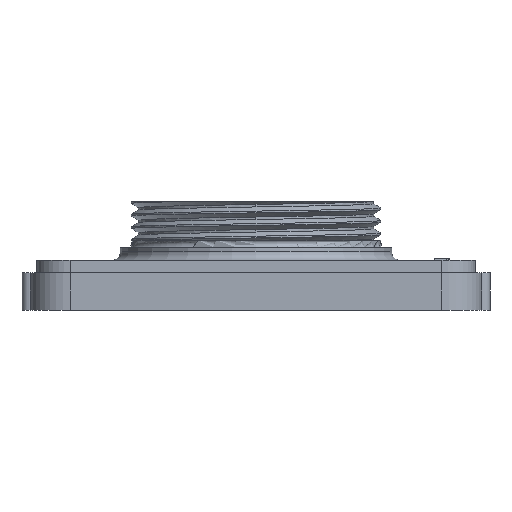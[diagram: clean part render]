
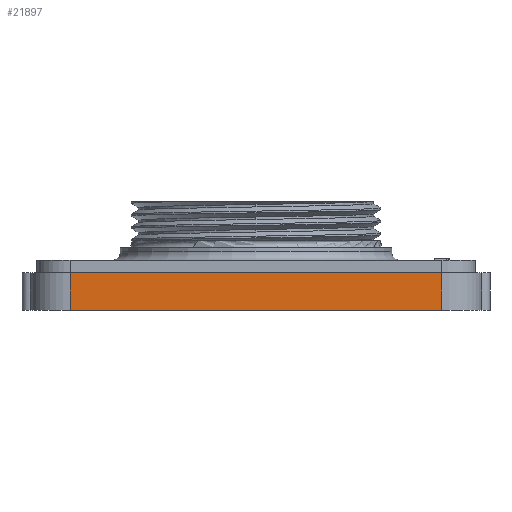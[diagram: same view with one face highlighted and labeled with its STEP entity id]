
A CAD part, left-side view. The second image highlights one B-rep face of the part: STEP entity #21897.
In plain terms, the highlighted planar face has unit normal (-1, 0, 0).
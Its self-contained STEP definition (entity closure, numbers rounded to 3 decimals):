
#2022=FACE_OUTER_BOUND('',#3239,.T.);
#3239=EDGE_LOOP('',(#15047,#15048,#15049,#15050));
#4667=LINE('',#32400,#6913);
#4684=LINE('',#32459,#6930);
#4685=LINE('',#32463,#6931);
#4686=LINE('',#32464,#6932);
#6913=VECTOR('',#25477,10.);
#6930=VECTOR('',#25524,10.);
#6931=VECTOR('',#25529,10.);
#6932=VECTOR('',#25530,10.);
#9184=VERTEX_POINT('',#32397);
#9185=VERTEX_POINT('',#32399);
#9212=VERTEX_POINT('',#32458);
#9213=VERTEX_POINT('',#32462);
#11431=EDGE_CURVE('',#9185,#9184,#4667,.T.);
#11461=EDGE_CURVE('',#9185,#9212,#4684,.T.);
#11463=EDGE_CURVE('',#9184,#9213,#4685,.T.);
#11464=EDGE_CURVE('',#9212,#9213,#4686,.T.);
#15047=ORIENTED_EDGE('',*,*,#11431,.T.);
#15048=ORIENTED_EDGE('',*,*,#11463,.T.);
#15049=ORIENTED_EDGE('',*,*,#11464,.F.);
#15050=ORIENTED_EDGE('',*,*,#11461,.F.);
#21267=PLANE('',#23180);
#21897=ADVANCED_FACE('',(#2022),#21267,.T.);
#23180=AXIS2_PLACEMENT_3D('',#32461,#25527,#25528);
#25477=DIRECTION('',(0.,1.,0.));
#25524=DIRECTION('',(0.,0.,-1.));
#25527=DIRECTION('center_axis',(-1.,0.,0.));
#25528=DIRECTION('ref_axis',(0.,-1.,0.));
#25529=DIRECTION('',(0.,0.,-1.));
#25530=DIRECTION('',(0.,1.,0.));
#32397=CARTESIAN_POINT('',(-75.5,44.5,-7.));
#32399=CARTESIAN_POINT('',(-75.5,-44.5,-7.));
#32400=CARTESIAN_POINT('',(-75.5,22.25,-7.));
#32458=CARTESIAN_POINT('',(-75.5,-44.5,-16.));
#32459=CARTESIAN_POINT('',(-75.5,-44.5,-15.));
#32461=CARTESIAN_POINT('Origin',(-75.5,44.5,-15.));
#32462=CARTESIAN_POINT('',(-75.5,44.5,-16.));
#32463=CARTESIAN_POINT('',(-75.5,44.5,-15.));
#32464=CARTESIAN_POINT('',(-75.5,-44.5,-16.));
